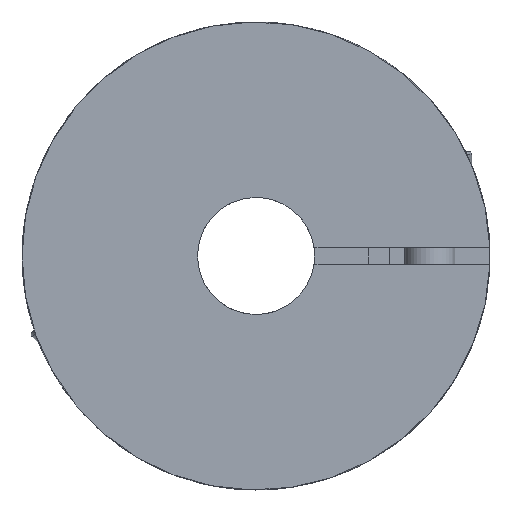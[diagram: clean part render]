
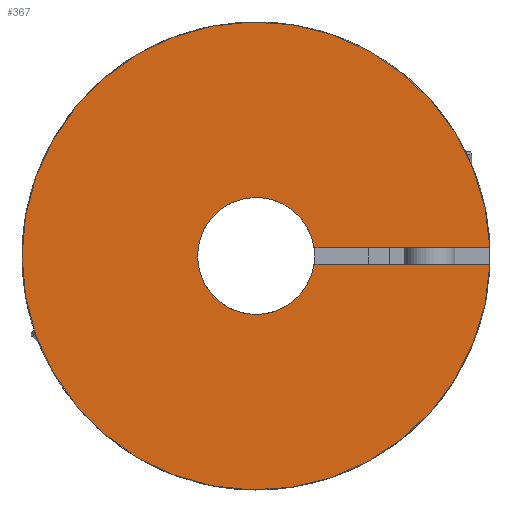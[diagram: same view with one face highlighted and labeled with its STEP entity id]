
A CAD part, left-side view. The second image highlights one B-rep face of the part: STEP entity #367.
In plain terms, the highlighted planar face has unit normal (-1, 0, 0).
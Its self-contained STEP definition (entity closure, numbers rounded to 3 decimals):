
#367=ADVANCED_FACE('NONE',(#775),#776,.F.);
#775=FACE_OUTER_BOUND('',#1258,.T.);
#776=PLANE('',#1259);
#1258=EDGE_LOOP('',(#2122,#2123,#2124,#2125,#2126,#2127,#2128));
#1259=AXIS2_PLACEMENT_3D('',#2129,#2130,#2131);
#2122=ORIENTED_EDGE('',*,*,#3186,.T.);
#2123=ORIENTED_EDGE('',*,*,#3184,.T.);
#2124=ORIENTED_EDGE('',*,*,#3180,.T.);
#2125=ORIENTED_EDGE('',*,*,#3190,.F.);
#2126=ORIENTED_EDGE('',*,*,#3165,.T.);
#2127=ORIENTED_EDGE('',*,*,#3191,.T.);
#2128=ORIENTED_EDGE('',*,*,#3192,.F.);
#2129=CARTESIAN_POINT('',(0.0,0.0,28.0));
#2130=DIRECTION('',(1.0,0.0,0.0));
#2131=DIRECTION('',(0.0,0.0,-1.0));
#3165=EDGE_CURVE('NONE',#3824,#3821,#3825,.T.);
#3180=EDGE_CURVE('',#3846,#3851,#3853,.T.);
#3184=EDGE_CURVE('',#3856,#3846,#3859,.T.);
#3186=EDGE_CURVE('',#3861,#3856,#3862,.T.);
#3190=EDGE_CURVE('NONE',#3824,#3851,#3867,.T.);
#3191=EDGE_CURVE('NONE',#3821,#3868,#3869,.T.);
#3192=EDGE_CURVE('NONE',#3861,#3868,#3870,.T.);
#3821=VERTEX_POINT('',#4820);
#3824=VERTEX_POINT('NONE',#4824);
#3825=CIRCLE('',#4825,28.0);
#3846=VERTEX_POINT('',#4851);
#3851=VERTEX_POINT('',#4857);
#3853=CIRCLE('',#4860,7.0);
#3856=VERTEX_POINT('',#4863);
#3859=CIRCLE('',#4867,7.0);
#3861=VERTEX_POINT('',#4869);
#3862=CIRCLE('',#4870,7.0);
#3867=LINE('',#4876,#4877);
#3868=VERTEX_POINT('NONE',#4878);
#3869=CIRCLE('',#4879,28.0);
#3870=LINE('',#4880,#4881);
#4820=CARTESIAN_POINT('',(0.0,28.0,0.));
#4824=CARTESIAN_POINT('',(0.0,-27.982,1.0));
#4825=AXIS2_PLACEMENT_3D('',#5942,#5943,#5944);
#4851=CARTESIAN_POINT('',(0.0,0.,7.0));
#4857=CARTESIAN_POINT('',(0.0,-6.928,1.0));
#4860=AXIS2_PLACEMENT_3D('',#5970,#5971,#5972);
#4863=CARTESIAN_POINT('',(0.0,0.,-7.0));
#4867=AXIS2_PLACEMENT_3D('',#5977,#5978,#5979);
#4869=CARTESIAN_POINT('',(0.0,-6.928,-1.0));
#4870=AXIS2_PLACEMENT_3D('',#5980,#5981,#5982);
#4876=CARTESIAN_POINT('',(0.0,-3.411,1.0));
#4877=VECTOR('',#5987,1000.0);
#4878=CARTESIAN_POINT('',(0.,-27.982,-1.0));
#4879=AXIS2_PLACEMENT_3D('',#5988,#5989,#5990);
#4880=CARTESIAN_POINT('',(0.0,-3.411,-1.0));
#4881=VECTOR('',#5991,1000.0);
#5942=CARTESIAN_POINT('',(0.,0.0,0.0));
#5943=DIRECTION('',(-1.0,0.0,0.0));
#5944=DIRECTION('',(0.0,-1.0,0.0));
#5970=CARTESIAN_POINT('',(0.0,0.0,0.0));
#5971=DIRECTION('',(1.0,0.0,0.0));
#5972=DIRECTION('',(0.0,0.0,-1.0));
#5977=CARTESIAN_POINT('',(0.0,0.0,0.0));
#5978=DIRECTION('',(1.0,0.0,0.0));
#5979=DIRECTION('',(0.0,0.0,-1.0));
#5980=CARTESIAN_POINT('',(0.0,0.0,0.0));
#5981=DIRECTION('',(1.0,0.0,0.0));
#5982=DIRECTION('',(0.0,0.0,-1.0));
#5987=DIRECTION('',(0.0,1.0,-0.0));
#5988=CARTESIAN_POINT('',(0.,0.0,0.0));
#5989=DIRECTION('',(-1.0,0.0,0.0));
#5990=DIRECTION('',(0.0,-1.0,0.0));
#5991=DIRECTION('',(0.0,-1.0,0.0));
